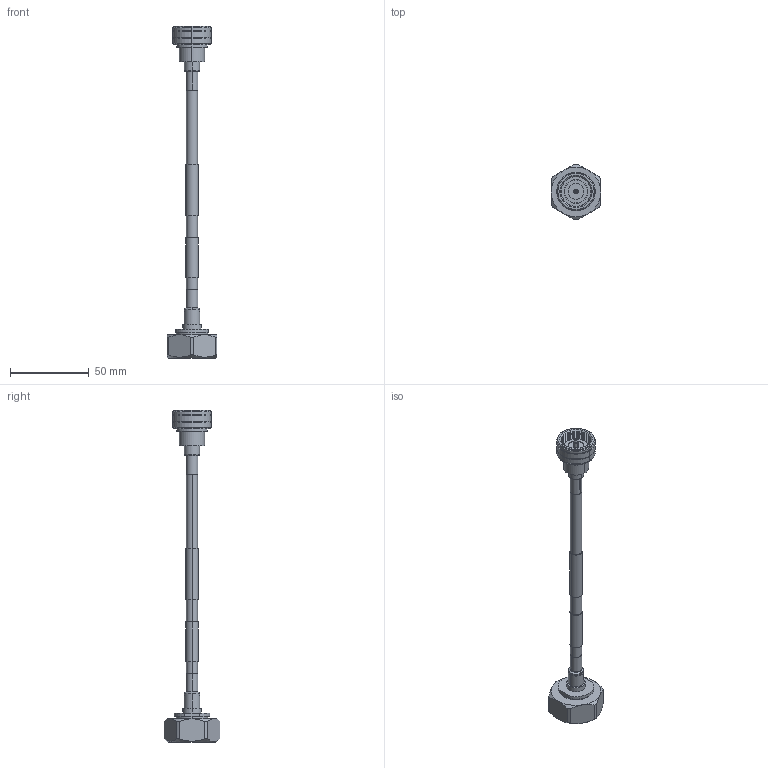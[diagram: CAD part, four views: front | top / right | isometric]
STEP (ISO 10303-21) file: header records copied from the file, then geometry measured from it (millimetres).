
FILE_DESCRIPTION (( 'STEP AP214' ), '1' );
FILE_NAME ('LCCA31050.step', '2022-10-04T19:20:36', ( '' ), ( '' ), 'SwSTEP 2.0', 'SolidWorks 2021', '' );
FILE_SCHEMA (( 'AUTOMOTIVE_DESIGN' ));
Length unit declared in the file: inch
Products named in the file (4): SPP-250-LLPL ^LCCA31050_SPP-250-LLPL; TC-250-4310MS-LP-LC^LCCA31050; TC-250-716M-LP^LCCA31050_Heat Shrink; LCCA31050
Assembly tree (3 placements, depth 2):
  LCCA31050
    SPP-250-LLPL ^LCCA31050_SPP-250-LLPL
    TC-250-4310MS-LP-LC^LCCA31050
    TC-250-716M-LP^LCCA31050_Heat Shrink
Bounding box: 31.75 x 35.58 x 211.43 mm (x, y, z)
Volume: 19960.3 mm3; surface area: 19199.5 mm2
Topology: 8 solids, 8 shells, 246 faces, 530 edges, 322 vertices
Faces by surface type: cylinder 106, cone 71, plane 50, bspline 11, torus 8
Entity records: 8831 total; most frequent: CARTESIAN_POINT 3069, DIRECTION 1208, ORIENTED_EDGE 1060, EDGE_CURVE 530, AXIS2_PLACEMENT_3D 512, VERTEX_POINT 322, EDGE_LOOP 280, CIRCLE 271
